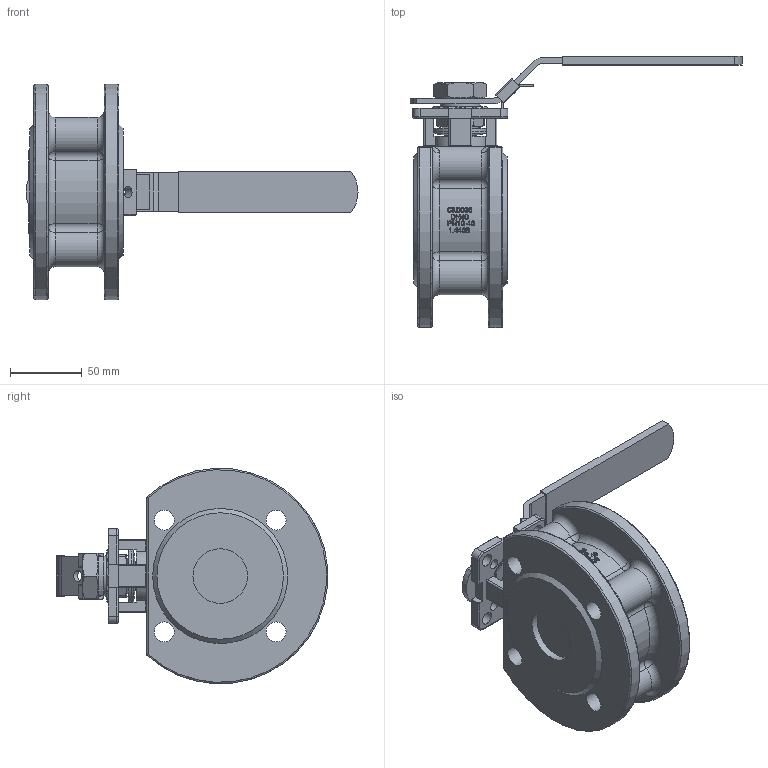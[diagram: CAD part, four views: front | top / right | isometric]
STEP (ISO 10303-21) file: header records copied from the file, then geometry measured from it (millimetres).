
FILE_DESCRIPTION(/* description */ ('Kugelhahn DN40 handbetätigt Konturevr.'),/* implementation_level */ '2;1');
FILE_NAME(/* name */ '79E-40-16-00.stp',/* time_stamp */ '2016-10-31T12:23:03+01:00',/* author */ ('sci'),/* organization */ (''),/* preprocessor_version */ 'ST-DEVELOPER v16.1',/* originating_system */ 'Autodesk Inventor 2016',/* authorisation */ '');
FILE_SCHEMA (('AUTOMOTIVE_DESIGN { 1 0 10303 214 3 1 1 }'));
Products named in the file (1): ENG-024392
Bounding box: 231 x 188.74 x 149.74 mm (x, y, z)
Volume: 782015.1 mm3; surface area: 120683.6 mm2
Topology: 1 solids, 1 shells, 1329 faces, 3794 edges, 2421 vertices
Faces by surface type: plane 580, cylinder 368, bspline 250, torus 54, sphere 40, cone 37
Full cylindrical faces by diameter (mm): 5 x4, 7 x4, 8 x2, 9 x4, 13.835 x4, 17.323 x1, 20 x1, 28 x1, 38 x2, 38.6 x2, 40 x1
Entity records: 100113 total; most frequent: CARTESIAN_POINT 66735, ORIENTED_EDGE 7414, DIRECTION 5518, EDGE_CURVE 3702, VERTEX_POINT 2400, LINE 1926, VECTOR 1926, AXIS2_PLACEMENT_3D 1796
